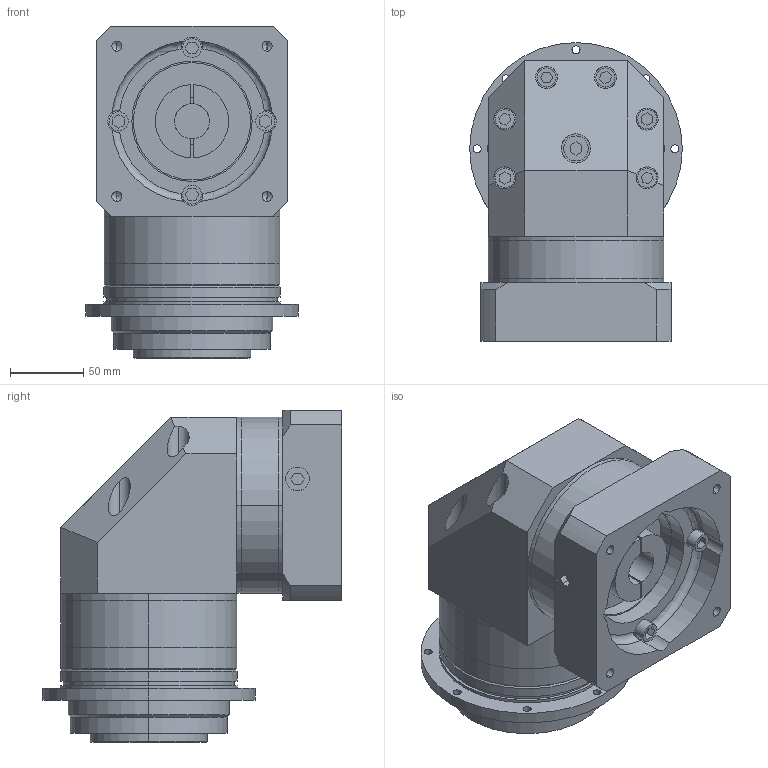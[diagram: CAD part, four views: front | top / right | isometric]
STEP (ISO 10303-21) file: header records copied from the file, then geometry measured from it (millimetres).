
FILE_DESCRIPTION (( 'STEP AP214' ), '1' );
FILE_NAME ('VGZH110双级模型（24-55 110-5 4-9-145）.STEP', '2019-01-10T08:47:57', ( 'Windows' ), ( 'Microsoft' ), 'SwSTEP 2.0', 'SolidWorks 2016', '' );
FILE_SCHEMA (( 'AUTOMOTIVE_DESIGN' ));
Length unit declared in the file: millimetre
Products named in the file (1): VGZH110双级模型（24-55 110-5 4-9-145）
Bounding box: 145 x 204 x 226.5 mm (x, y, z)
Volume: 3045929.8 mm3; surface area: 383829.5 mm2
Topology: 16 solids, 16 shells, 375 faces, 881 edges, 555 vertices
Faces by surface type: plane 173, cylinder 154, cone 40, torus 8
Entity records: 11451 total; most frequent: CARTESIAN_POINT 2032, DIRECTION 1885, ORIENTED_EDGE 1702, EDGE_CURVE 851, AXIS2_PLACEMENT_3D 696, VERTEX_POINT 555, LINE 493, VECTOR 493
